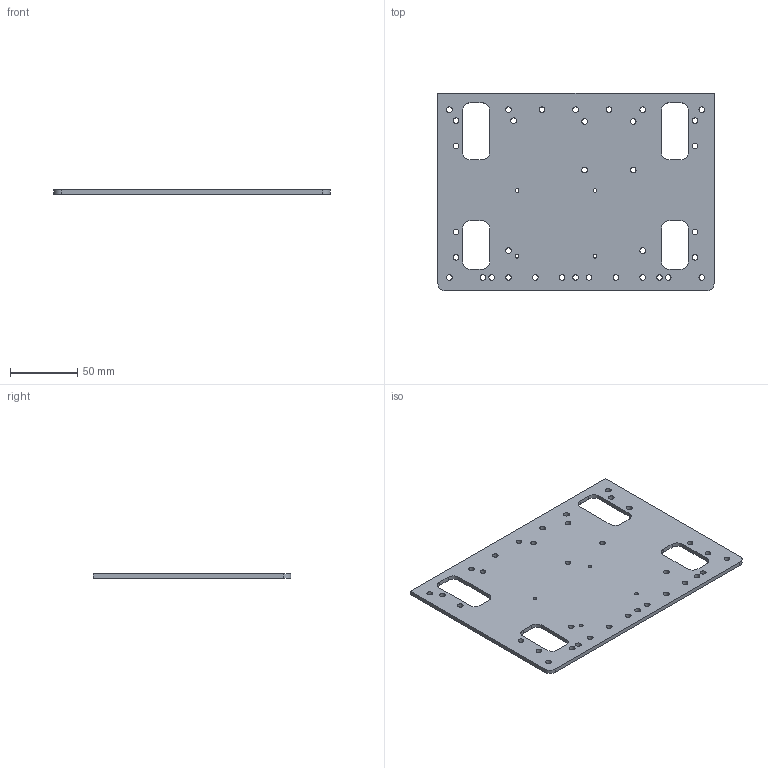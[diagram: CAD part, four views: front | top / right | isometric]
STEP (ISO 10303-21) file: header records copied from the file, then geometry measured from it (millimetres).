
FILE_DESCRIPTION(/* description */ ('STEP AP242','CAx-IF Rec.Pracs.---Representation and Presentation of Product Manufacturing Information (PMI)---4.0---2014-10-13','CAx-IF Rec.Pracs.---3D Tessellated Geometry---0.4---2014-09-14','2;1'),/* implementation_level */ '2;1');
FILE_NAME(/* name */ '685c59ed9b232715ede87018',/* time_stamp */ '2025-06-25T20:19:58Z',/* author */ (''),/* organization */ (''),/* preprocessor_version */ 'ST-DEVELOPER v20',/* originating_system */ 'ONSHAPE BY PTC INC, 1.199',/* authorisation */ ' ');
FILE_SCHEMA (('AP242_MANAGED_MODEL_BASED_3D_ENGINEERING_MIM_LF { 1 0 10303 442 1 1 4 }'));
Length unit declared in the file: metre
Products named in the file (1): large chasis
Bounding box: 205.63 x 147.35 x 3 mm (x, y, z)
Volume: 80212 mm3; surface area: 58375.7 mm2
Topology: 1 solids, 1 shells, 79 faces, 231 edges, 154 vertices
Faces by surface type: cylinder 57, plane 22
Full cylindrical faces by diameter (mm): 2.72 x4, 4.2 x35
Entity records: 2678 total; most frequent: DIRECTION 466, CARTESIAN_POINT 426, ORIENTED_EDGE 384, EDGE_LOOP 204, FACE_BOUND 204, AXIS2_PLACEMENT_3D 194, EDGE_CURVE 192, VERTEX_POINT 154
